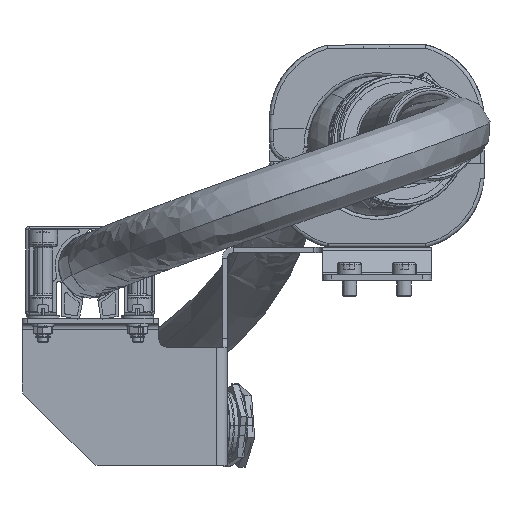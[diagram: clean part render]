
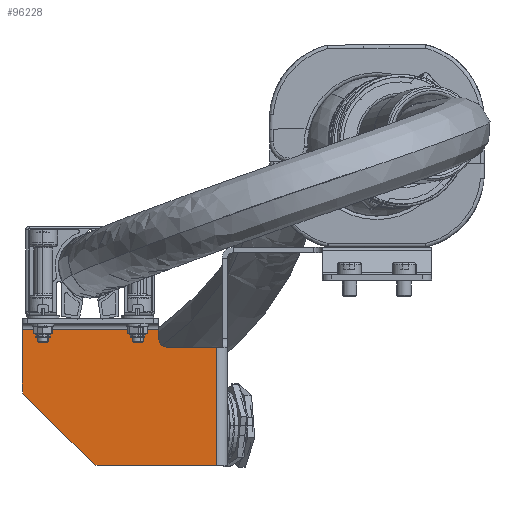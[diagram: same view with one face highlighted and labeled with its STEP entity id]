
A CAD part, left-side view. The second image highlights one B-rep face of the part: STEP entity #96228.
In plain terms, the highlighted planar face has unit normal (-1, 0, 0).
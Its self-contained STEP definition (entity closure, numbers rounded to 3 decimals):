
#1331 = DIRECTION ( 'NONE',  ( 0., -1., 0. ) ) ;
#1981 = DIRECTION ( 'NONE',  ( 0., 1., 0. ) ) ;
#2714 = CARTESIAN_POINT ( 'NONE',  ( 233.5, -30., 1350. ) ) ;
#2910 = EDGE_CURVE ( 'NONE', #130422, #28284, #115235, .T. ) ;
#6045 = LINE ( 'NONE', #64251, #100774 ) ;
#6429 = VECTOR ( 'NONE', #22466, 1000. ) ;
#8217 = EDGE_CURVE ( 'NONE', #48077, #130422, #67998, .T. ) ;
#11382 = CARTESIAN_POINT ( 'NONE',  ( 233.5, 195., 1350. ) ) ;
#11383 = CARTESIAN_POINT ( 'NONE',  ( 233.5, 120., 1305. ) ) ;
#12207 = VERTEX_POINT ( 'NONE', #132450 ) ;
#12505 = AXIS2_PLACEMENT_3D ( 'NONE', #121600, #85575, #86303 ) ;
#14006 = VECTOR ( 'NONE', #1331, 1000. ) ;
#17198 = CARTESIAN_POINT ( 'NONE',  ( 233.5, 195., 1305. ) ) ;
#17998 = VECTOR ( 'NONE', #34372, 1000. ) ;
#18113 = ORIENTED_EDGE ( 'NONE', *, *, #101807, .T. ) ;
#18286 = EDGE_CURVE ( 'NONE', #21707, #102299, #137971, .T. ) ;
#18333 = CIRCLE ( 'NONE', #77313, 5. ) ;
#19297 = ORIENTED_EDGE ( 'NONE', *, *, #106908, .T. ) ;
#21707 = VERTEX_POINT ( 'NONE', #54810 ) ;
#22430 = EDGE_CURVE ( 'NONE', #132009, #12207, #92023, .T. ) ;
#22466 = DIRECTION ( 'NONE',  ( 0., 0., -1. ) ) ;
#24424 = AXIS2_PLACEMENT_3D ( 'NONE', #2714, #60147, #1981 ) ;
#26501 = ORIENTED_EDGE ( 'NONE', *, *, #8217, .F. ) ;
#28284 = VERTEX_POINT ( 'NONE', #131851 ) ;
#30873 = AXIS2_PLACEMENT_3D ( 'NONE', #100092, #102295, #89808 ) ;
#34372 = DIRECTION ( 'NONE',  ( 0., -0.707, -0.707 ) ) ;
#35192 = FACE_OUTER_BOUND ( 'NONE', #122116, .T. ) ;
#35574 = DIRECTION ( 'NONE',  ( 0., 1., 0. ) ) ;
#48038 = EDGE_CURVE ( 'NONE', #142787, #12207, #62124, .T. ) ;
#48077 = VERTEX_POINT ( 'NONE', #17198 ) ;
#49371 = ORIENTED_EDGE ( 'NONE', *, *, #48038, .F. ) ;
#49695 = CIRCLE ( 'NONE', #30873, 5. ) ;
#51053 = CARTESIAN_POINT ( 'NONE',  ( 233.5, 115., 1300. ) ) ;
#52450 = EDGE_CURVE ( 'NONE', #102299, #132009, #80707, .T. ) ;
#54107 = VECTOR ( 'NONE', #112234, 1000. ) ;
#54810 = CARTESIAN_POINT ( 'NONE',  ( 233.5, 193.536, 1268.536 ) ) ;
#55727 = CARTESIAN_POINT ( 'NONE',  ( 233.5, 155., 1230. ) ) ;
#60147 = DIRECTION ( 'NONE',  ( 1., 0., 0. ) ) ;
#62124 = LINE ( 'NONE', #140233, #65449 ) ;
#64251 = CARTESIAN_POINT ( 'NONE',  ( 233.5, -30., 1295. ) ) ;
#65449 = VECTOR ( 'NONE', #129262, 1000. ) ;
#67998 = LINE ( 'NONE', #99020, #54107 ) ;
#68158 = ORIENTED_EDGE ( 'NONE', *, *, #22430, .T. ) ;
#69502 = CARTESIAN_POINT ( 'NONE',  ( 233.5, 152.929, 1230. ) ) ;
#71767 = CARTESIAN_POINT ( 'NONE',  ( 233.5, 120., 1305. ) ) ;
#72889 = CARTESIAN_POINT ( 'NONE',  ( 233.5, 88., 1295. ) ) ;
#77313 = AXIS2_PLACEMENT_3D ( 'NONE', #51053, #140655, #35574 ) ;
#80595 = VERTEX_POINT ( 'NONE', #95687 ) ;
#80707 = CIRCLE ( 'NONE', #12505, 5. ) ;
#85575 = DIRECTION ( 'NONE',  ( -1., 0., 0. ) ) ;
#86303 = DIRECTION ( 'NONE',  ( 0., 1., 0. ) ) ;
#88130 = LINE ( 'NONE', #11382, #6429 ) ;
#89808 = DIRECTION ( 'NONE',  ( 0., 1., 0. ) ) ;
#92023 = LINE ( 'NONE', #101629, #14006 ) ;
#93141 = DIRECTION ( 'NONE',  ( 0., 0., -1. ) ) ;
#95687 = CARTESIAN_POINT ( 'NONE',  ( 233.5, 195., 1272.071 ) ) ;
#96028 = ORIENTED_EDGE ( 'NONE', *, *, #106903, .T. ) ;
#96228 = ADVANCED_FACE ( 'NONE', ( #35192 ), #115494, .F. ) ;
#99020 = CARTESIAN_POINT ( 'NONE',  ( 233.5, 195., 1305. ) ) ;
#100092 = CARTESIAN_POINT ( 'NONE',  ( 233.5, 190., 1272.071 ) ) ;
#100774 = VECTOR ( 'NONE', #141618, 1000. ) ;
#101629 = CARTESIAN_POINT ( 'NONE',  ( 233.5, -30., 1230. ) ) ;
#101807 = EDGE_CURVE ( 'NONE', #48077, #80595, #88130, .T. ) ;
#102131 = ORIENTED_EDGE ( 'NONE', *, *, #2910, .F. ) ;
#102295 = DIRECTION ( 'NONE',  ( -1., 0., 0. ) ) ;
#102299 = VERTEX_POINT ( 'NONE', #142189 ) ;
#106903 = EDGE_CURVE ( 'NONE', #142787, #118775, #6045, .T. ) ;
#106908 = EDGE_CURVE ( 'NONE', #118775, #28284, #18333, .T. ) ;
#112234 = DIRECTION ( 'NONE',  ( 0., -1., 0. ) ) ;
#115235 = LINE ( 'NONE', #71767, #132420 ) ;
#115494 = PLANE ( 'NONE',  #24424 ) ;
#117051 = ORIENTED_EDGE ( 'NONE', *, *, #18286, .T. ) ;
#118775 = VERTEX_POINT ( 'NONE', #120530 ) ;
#120376 = ORIENTED_EDGE ( 'NONE', *, *, #52450, .T. ) ;
#120530 = CARTESIAN_POINT ( 'NONE',  ( 233.5, 115., 1295. ) ) ;
#121600 = CARTESIAN_POINT ( 'NONE',  ( 233.5, 152.929, 1235. ) ) ;
#122116 = EDGE_LOOP ( 'NONE', ( #18113, #123130, #117051, #120376, #68158, #49371, #96028, #19297, #102131, #26501 ) ) ;
#123130 = ORIENTED_EDGE ( 'NONE', *, *, #142999, .T. ) ;
#129262 = DIRECTION ( 'NONE',  ( 0., 0., -1. ) ) ;
#130422 = VERTEX_POINT ( 'NONE', #11383 ) ;
#131851 = CARTESIAN_POINT ( 'NONE',  ( 233.5, 120., 1300. ) ) ;
#132009 = VERTEX_POINT ( 'NONE', #69502 ) ;
#132420 = VECTOR ( 'NONE', #93141, 1000. ) ;
#132450 = CARTESIAN_POINT ( 'NONE',  ( 233.5, 88., 1230. ) ) ;
#137971 = LINE ( 'NONE', #55727, #17998 ) ;
#140233 = CARTESIAN_POINT ( 'NONE',  ( 233.5, 88., 1230. ) ) ;
#140655 = DIRECTION ( 'NONE',  ( 1., 0., 0. ) ) ;
#141618 = DIRECTION ( 'NONE',  ( 0., 1., 0. ) ) ;
#142189 = CARTESIAN_POINT ( 'NONE',  ( 233.5, 156.464, 1231.464 ) ) ;
#142787 = VERTEX_POINT ( 'NONE', #72889 ) ;
#142999 = EDGE_CURVE ( 'NONE', #80595, #21707, #49695, .T. ) ;
